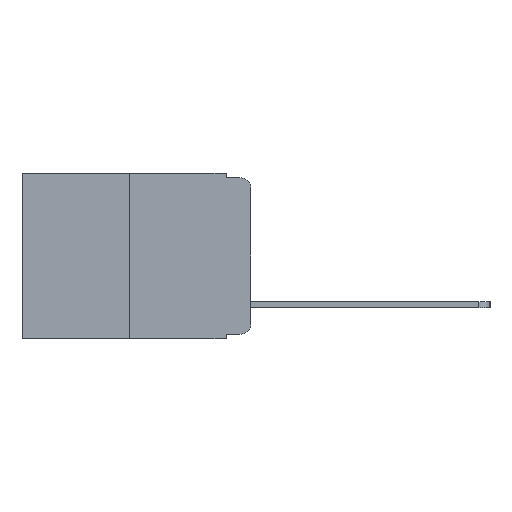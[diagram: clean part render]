
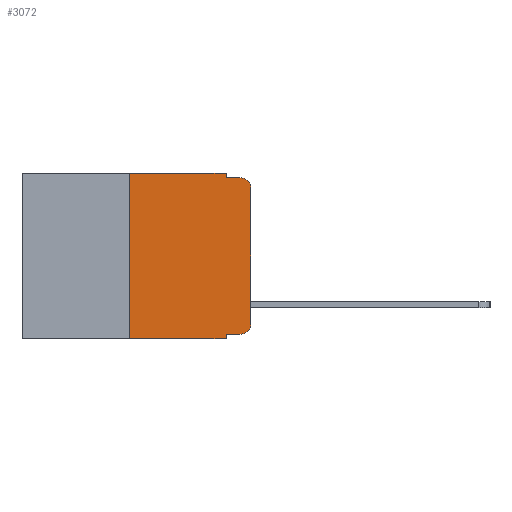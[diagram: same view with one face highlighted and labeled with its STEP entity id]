
A CAD part, left-side view. The second image highlights one B-rep face of the part: STEP entity #3072.
In plain terms, the highlighted planar face has unit normal (-1, 0, 0).
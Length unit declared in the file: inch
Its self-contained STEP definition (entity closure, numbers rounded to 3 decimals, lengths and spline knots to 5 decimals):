
#351 = ORIENTED_EDGE ( 'NONE', *, *, #6395, .T. ) ;
#371 = VERTEX_POINT ( 'NONE', #9633 ) ;
#612 = DIRECTION ( 'NONE',  ( 0., 0., -1. ) ) ;
#623 = DIRECTION ( 'NONE',  ( 0., 0., -1. ) ) ;
#847 = EDGE_CURVE ( 'NONE', #13254, #371, #7850, .T. ) ;
#1262 = EDGE_CURVE ( 'NONE', #11225, #13254, #7118, .T. ) ;
#1270 = EDGE_CURVE ( 'NONE', #11771, #2194, #2685, .T. ) ;
#1709 = ORIENTED_EDGE ( 'NONE', *, *, #7255, .F. ) ;
#1742 = CARTESIAN_POINT ( 'NONE',  ( 0., 0., -0.03 ) ) ;
#2122 = CARTESIAN_POINT ( 'NONE',  ( 0., 0.02, -0.03 ) ) ;
#2194 = VERTEX_POINT ( 'NONE', #10113 ) ;
#2407 = LINE ( 'NONE', #15451, #13572 ) ;
#2538 = CARTESIAN_POINT ( 'NONE',  ( 0., 0.02, -0.333 ) ) ;
#2685 = CIRCLE ( 'NONE', #6451, 0.02 ) ;
#2694 = ORIENTED_EDGE ( 'NONE', *, *, #847, .F. ) ;
#3072 = ADVANCED_FACE ( 'NONE', ( #7529 ), #9805, .F. ) ;
#3671 = DIRECTION ( 'NONE',  ( 0., 0., -1. ) ) ;
#3884 = CARTESIAN_POINT ( 'NONE',  ( 0., 0.473, 0. ) ) ;
#4088 = LINE ( 'NONE', #9350, #15087 ) ;
#4205 = VERTEX_POINT ( 'NONE', #5188 ) ;
#4635 = CARTESIAN_POINT ( 'NONE',  ( 0., 0.25, 0. ) ) ;
#4966 = VERTEX_POINT ( 'NONE', #18102 ) ;
#5012 = LINE ( 'NONE', #4635, #10556 ) ;
#5055 = VERTEX_POINT ( 'NONE', #18167 ) ;
#5069 = ORIENTED_EDGE ( 'NONE', *, *, #1270, .T. ) ;
#5188 = CARTESIAN_POINT ( 'NONE',  ( 0., 0.051, -0.333 ) ) ;
#5531 = VERTEX_POINT ( 'NONE', #10572 ) ;
#5861 = CARTESIAN_POINT ( 'NONE',  ( 0., 0.051, 0. ) ) ;
#6204 = CIRCLE ( 'NONE', #6503, 0.02 ) ;
#6395 = EDGE_CURVE ( 'NONE', #2194, #17392, #4088, .T. ) ;
#6451 = AXIS2_PLACEMENT_3D ( 'NONE', #15864, #15766, #612 ) ;
#6503 = AXIS2_PLACEMENT_3D ( 'NONE', #2122, #12444, #3671 ) ;
#6965 = DIRECTION ( 'NONE',  ( 0., 0., -1. ) ) ;
#7000 = EDGE_CURVE ( 'NONE', #4966, #11225, #5012, .T. ) ;
#7118 = LINE ( 'NONE', #3884, #14266 ) ;
#7255 = EDGE_CURVE ( 'NONE', #371, #5055, #2407, .T. ) ;
#7348 = DIRECTION ( 'NONE',  ( 0., 0., -1. ) ) ;
#7359 = EDGE_CURVE ( 'NONE', #4205, #5531, #11851, .T. ) ;
#7529 = FACE_OUTER_BOUND ( 'NONE', #10620, .T. ) ;
#7850 = LINE ( 'NONE', #13451, #14919 ) ;
#8006 = VECTOR ( 'NONE', #7348, 39.37008 ) ;
#8306 = CARTESIAN_POINT ( 'NONE',  ( 0., 0.473, 0. ) ) ;
#9164 = CARTESIAN_POINT ( 'NONE',  ( 0., 0.473, -0.343 ) ) ;
#9350 = CARTESIAN_POINT ( 'NONE',  ( 0., 0., 0. ) ) ;
#9355 = DIRECTION ( 'NONE',  ( 0., -1., 0. ) ) ;
#9633 = CARTESIAN_POINT ( 'NONE',  ( 0., 0.051, -0.01 ) ) ;
#9805 = PLANE ( 'NONE',  #13923 ) ;
#10113 = CARTESIAN_POINT ( 'NONE',  ( 0., 0., -0.313 ) ) ;
#10556 = VECTOR ( 'NONE', #14682, 39.37008 ) ;
#10572 = CARTESIAN_POINT ( 'NONE',  ( 0., 0.051, -0.343 ) ) ;
#10620 = EDGE_LOOP ( 'NONE', ( #351, #13614, #1709, #2694, #15956, #18505, #12589, #13422, #18727, #5069 ) ) ;
#10629 = DIRECTION ( 'NONE',  ( 0., -1., 0. ) ) ;
#11225 = VERTEX_POINT ( 'NONE', #12341 ) ;
#11239 = VECTOR ( 'NONE', #10629, 39.37008 ) ;
#11333 = VECTOR ( 'NONE', #13246, 39.37008 ) ;
#11696 = CARTESIAN_POINT ( 'NONE',  ( 0., 0.051, 0. ) ) ;
#11771 = VERTEX_POINT ( 'NONE', #2538 ) ;
#11851 = LINE ( 'NONE', #5861, #8006 ) ;
#12341 = CARTESIAN_POINT ( 'NONE',  ( 0., 0.25, 0. ) ) ;
#12444 = DIRECTION ( 'NONE',  ( -1., 0., 0. ) ) ;
#12589 = ORIENTED_EDGE ( 'NONE', *, *, #17315, .T. ) ;
#13246 = DIRECTION ( 'NONE',  ( 0., -1., 0. ) ) ;
#13254 = VERTEX_POINT ( 'NONE', #11696 ) ;
#13422 = ORIENTED_EDGE ( 'NONE', *, *, #7359, .F. ) ;
#13451 = CARTESIAN_POINT ( 'NONE',  ( 0., 0.051, 0. ) ) ;
#13572 = VECTOR ( 'NONE', #15508, 39.37008 ) ;
#13614 = ORIENTED_EDGE ( 'NONE', *, *, #16101, .T. ) ;
#13923 = AXIS2_PLACEMENT_3D ( 'NONE', #8306, #13940, #623 ) ;
#13940 = DIRECTION ( 'NONE',  ( 1., 0., 0. ) ) ;
#14066 = EDGE_CURVE ( 'NONE', #4205, #11771, #14974, .T. ) ;
#14266 = VECTOR ( 'NONE', #9355, 39.37008 ) ;
#14463 = LINE ( 'NONE', #9164, #11239 ) ;
#14622 = CARTESIAN_POINT ( 'NONE',  ( 0., 0.051, -0.333 ) ) ;
#14682 = DIRECTION ( 'NONE',  ( 0., 0., 1. ) ) ;
#14919 = VECTOR ( 'NONE', #6965, 39.37008 ) ;
#14974 = LINE ( 'NONE', #14622, #11333 ) ;
#15087 = VECTOR ( 'NONE', #17602, 39.37008 ) ;
#15451 = CARTESIAN_POINT ( 'NONE',  ( 0., 0.051, -0.01 ) ) ;
#15508 = DIRECTION ( 'NONE',  ( 0., -1., 0. ) ) ;
#15766 = DIRECTION ( 'NONE',  ( -1., 0., 0. ) ) ;
#15864 = CARTESIAN_POINT ( 'NONE',  ( 0., 0.02, -0.313 ) ) ;
#15956 = ORIENTED_EDGE ( 'NONE', *, *, #1262, .F. ) ;
#16101 = EDGE_CURVE ( 'NONE', #17392, #5055, #6204, .T. ) ;
#17315 = EDGE_CURVE ( 'NONE', #4966, #5531, #14463, .T. ) ;
#17392 = VERTEX_POINT ( 'NONE', #1742 ) ;
#17602 = DIRECTION ( 'NONE',  ( 0., 0., 1. ) ) ;
#18102 = CARTESIAN_POINT ( 'NONE',  ( 0., 0.25, -0.343 ) ) ;
#18167 = CARTESIAN_POINT ( 'NONE',  ( 0., 0.02, -0.01 ) ) ;
#18505 = ORIENTED_EDGE ( 'NONE', *, *, #7000, .F. ) ;
#18727 = ORIENTED_EDGE ( 'NONE', *, *, #14066, .T. ) ;
